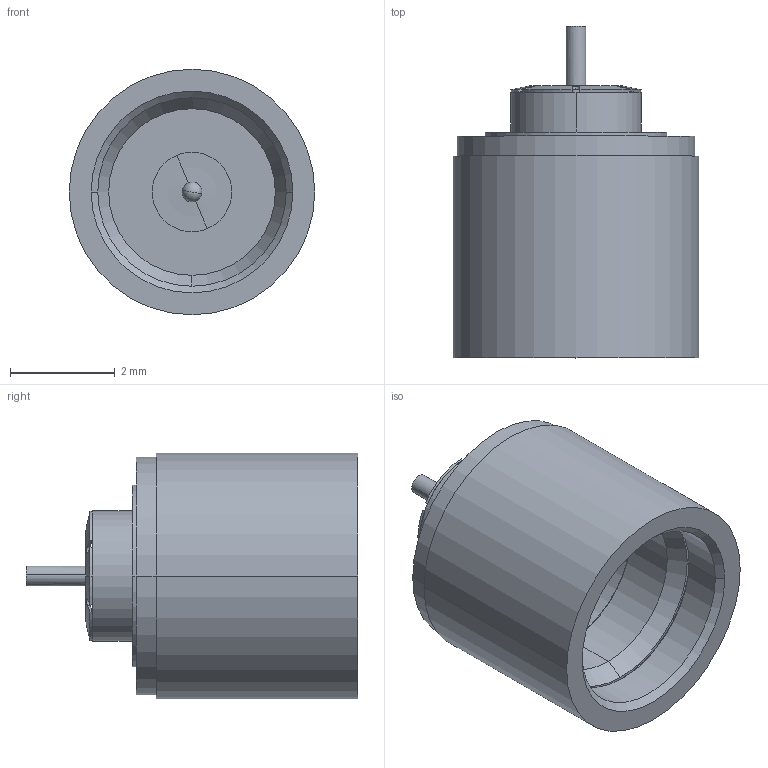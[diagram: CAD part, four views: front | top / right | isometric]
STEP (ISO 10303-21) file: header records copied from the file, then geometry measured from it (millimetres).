
FILE_DESCRIPTION (( 'STEP AP214' ), '1' );
FILE_NAME ('921-00001-X.STEP', '2024-01-04T00:47:01', ( '' ), ( '' ), 'SwSTEP 2.0', 'SolidWorks 2020', '' );
FILE_SCHEMA (( 'AUTOMOTIVE_DESIGN' ));
Length unit declared in the file: inch
Products named in the file (2): 921-00001-X; Group1^921-00001-X
Assembly tree (1 placements, depth 2):
  921-00001-X
    Group1^921-00001-X
Bounding box: 4.7 x 6.35 x 4.7 mm (x, y, z)
Volume: 52.6 mm3; surface area: 198.8 mm2
Topology: 2 solids, 2 shells, 94 faces, 223 edges, 142 vertices
Faces by surface type: cylinder 42, plane 27, cone 17, torus 4, sphere 4
Entity records: 4358 total; most frequent: CARTESIAN_POINT 931, DIRECTION 463, ORIENTED_EDGE 430, EDGE_CURVE 215, AXIS2_PLACEMENT_3D 202, VERTEX_POINT 138, EDGE_LOOP 107, CIRCLE 104
